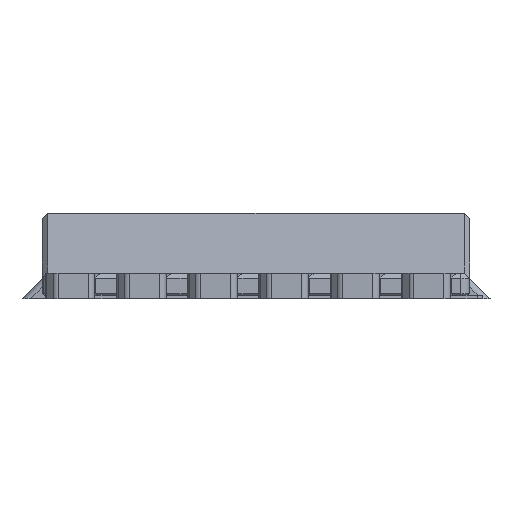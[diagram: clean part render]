
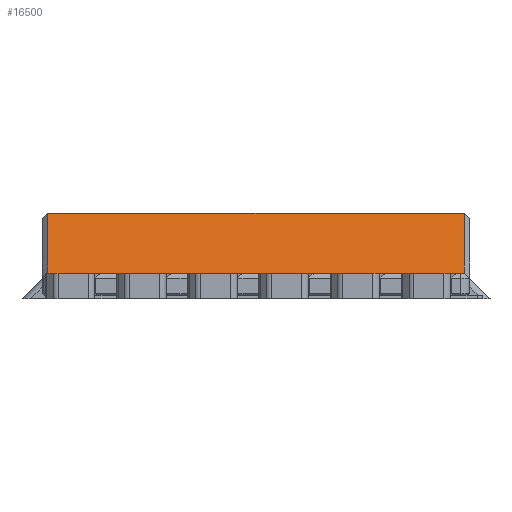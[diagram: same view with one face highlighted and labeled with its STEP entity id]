
A CAD part, front view. The second image highlights one B-rep face of the part: STEP entity #16500.
In plain terms, the highlighted planar face has unit normal (0, -0.5, 0.866).
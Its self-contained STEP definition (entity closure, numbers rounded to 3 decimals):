
#10187 = VERTEX_POINT('',#10188);
#10188 = CARTESIAN_POINT('',(24.4,-22.124,3.));
#14724 = EDGE_CURVE('',#14725,#14727,#14729,.T.);
#14725 = VERTEX_POINT('',#14726);
#14726 = CARTESIAN_POINT('',(-24.4,-10.,10.));
#14727 = VERTEX_POINT('',#14728);
#14728 = CARTESIAN_POINT('',(24.4,-10.,10.));
#14729 = LINE('',#14730,#14731);
#14730 = CARTESIAN_POINT('',(-25.,-10.,10.));
#14731 = VECTOR('',#14732,1.);
#14732 = DIRECTION('',(1.,0.,0.));
#14977 = EDGE_CURVE('',#14978,#10187,#14980,.T.);
#14978 = VERTEX_POINT('',#14979);
#14979 = CARTESIAN_POINT('',(-24.4,-22.124,3.));
#14980 = LINE('',#14981,#14982);
#14981 = CARTESIAN_POINT('',(-12.5,-22.124,3.));
#14982 = VECTOR('',#14983,1.);
#14983 = DIRECTION('',(1.,0.,0.));
#16084 = EDGE_CURVE('',#10187,#14727,#16085,.T.);
#16085 = LINE('',#16086,#16087);
#16086 = CARTESIAN_POINT('',(24.4,-22.124,3.));
#16087 = VECTOR('',#16088,1.);
#16088 = DIRECTION('',(0.,0.866,0.5));
#16500 = ADVANCED_FACE('',(#16501),#16512,.T.);
#16501 = FACE_BOUND('',#16502,.T.);
#16502 = EDGE_LOOP('',(#16503,#16504,#16510,#16511));
#16503 = ORIENTED_EDGE('',*,*,#14724,.F.);
#16504 = ORIENTED_EDGE('',*,*,#16505,.F.);
#16505 = EDGE_CURVE('',#14978,#14725,#16506,.T.);
#16506 = LINE('',#16507,#16508);
#16507 = CARTESIAN_POINT('',(-24.4,-22.124,3.));
#16508 = VECTOR('',#16509,1.);
#16509 = DIRECTION('',(0.,0.866,0.5));
#16510 = ORIENTED_EDGE('',*,*,#14977,.T.);
#16511 = ORIENTED_EDGE('',*,*,#16084,.T.);
#16512 = PLANE('',#16513);
#16513 = AXIS2_PLACEMENT_3D('',#16514,#16515,#16516);
#16514 = CARTESIAN_POINT('',(-25.,-27.321,0.));
#16515 = DIRECTION('',(0.,-0.5,0.866));
#16516 = DIRECTION('',(0.,0.866,0.5));
